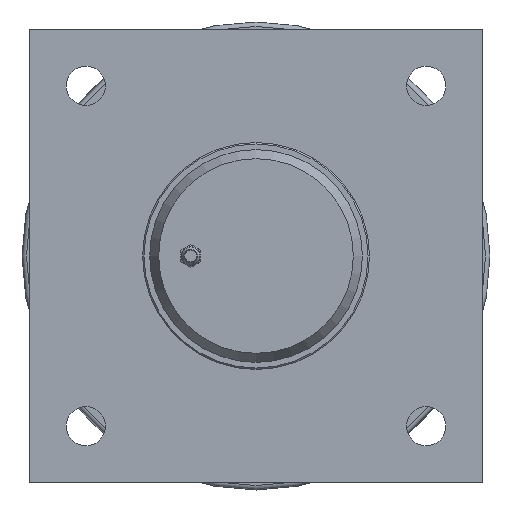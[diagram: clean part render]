
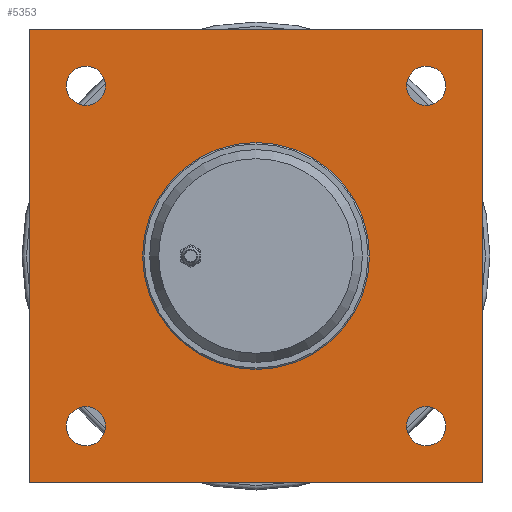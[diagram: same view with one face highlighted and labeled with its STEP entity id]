
A CAD part, left-side view. The second image highlights one B-rep face of the part: STEP entity #5353.
In plain terms, the highlighted planar face has unit normal (-1, 0, 0).
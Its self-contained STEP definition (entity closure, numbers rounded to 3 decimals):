
#222=FACE_BOUND('',#756,.T.);
#223=FACE_BOUND('',#757,.T.);
#224=FACE_BOUND('',#758,.T.);
#225=FACE_BOUND('',#759,.T.);
#226=FACE_BOUND('',#760,.T.);
#276=PLANE('',#5725);
#447=FACE_OUTER_BOUND('',#755,.T.);
#755=EDGE_LOOP('',(#3581,#3582,#3583,#3584));
#756=EDGE_LOOP('',(#3585));
#757=EDGE_LOOP('',(#3586));
#758=EDGE_LOOP('',(#3587));
#759=EDGE_LOOP('',(#3588));
#760=EDGE_LOOP('',(#3589));
#1078=LINE('',#8085,#1453);
#1081=LINE('',#8090,#1456);
#1083=LINE('',#8094,#1458);
#1084=LINE('',#8096,#1459);
#1453=VECTOR('',#6437,10.);
#1456=VECTOR('',#6442,10.);
#1458=VECTOR('',#6446,10.);
#1459=VECTOR('',#6449,10.);
#1846=CIRCLE('',#5702,40.);
#1856=CIRCLE('',#5714,6.918);
#1857=CIRCLE('',#5716,6.918);
#1858=CIRCLE('',#5718,6.918);
#1859=CIRCLE('',#5720,6.918);
#2158=VERTEX_POINT('',#8035);
#2172=VERTEX_POINT('',#8066);
#2173=VERTEX_POINT('',#8070);
#2174=VERTEX_POINT('',#8074);
#2175=VERTEX_POINT('',#8078);
#2176=VERTEX_POINT('',#8082);
#2177=VERTEX_POINT('',#8084);
#2178=VERTEX_POINT('',#8088);
#2179=VERTEX_POINT('',#8092);
#2690=EDGE_CURVE('',#2158,#2158,#1846,.T.);
#2705=EDGE_CURVE('',#2172,#2172,#1856,.T.);
#2707=EDGE_CURVE('',#2173,#2173,#1857,.T.);
#2709=EDGE_CURVE('',#2174,#2174,#1858,.T.);
#2711=EDGE_CURVE('',#2175,#2175,#1859,.T.);
#2713=EDGE_CURVE('',#2176,#2177,#1078,.T.);
#2716=EDGE_CURVE('',#2178,#2176,#1081,.T.);
#2718=EDGE_CURVE('',#2179,#2178,#1083,.T.);
#2719=EDGE_CURVE('',#2177,#2179,#1084,.T.);
#3581=ORIENTED_EDGE('',*,*,#2719,.F.);
#3582=ORIENTED_EDGE('',*,*,#2713,.F.);
#3583=ORIENTED_EDGE('',*,*,#2716,.F.);
#3584=ORIENTED_EDGE('',*,*,#2718,.F.);
#3585=ORIENTED_EDGE('',*,*,#2690,.T.);
#3586=ORIENTED_EDGE('',*,*,#2705,.T.);
#3587=ORIENTED_EDGE('',*,*,#2707,.T.);
#3588=ORIENTED_EDGE('',*,*,#2709,.T.);
#3589=ORIENTED_EDGE('',*,*,#2711,.T.);
#5353=ADVANCED_FACE('',(#447,#222,#223,#224,#225,#226),#276,.F.);
#5702=AXIS2_PLACEMENT_3D('',#8037,#6388,#6389);
#5714=AXIS2_PLACEMENT_3D('',#8068,#6417,#6418);
#5716=AXIS2_PLACEMENT_3D('',#8072,#6422,#6423);
#5718=AXIS2_PLACEMENT_3D('',#8076,#6427,#6428);
#5720=AXIS2_PLACEMENT_3D('',#8080,#6432,#6433);
#5725=AXIS2_PLACEMENT_3D('',#8097,#6450,#6451);
#6388=DIRECTION('center_axis',(1.,0.,0.));
#6389=DIRECTION('ref_axis',(0.,0.,1.));
#6417=DIRECTION('center_axis',(1.,0.,0.));
#6418=DIRECTION('ref_axis',(0.,0.,
-1.));
#6422=DIRECTION('center_axis',(1.,0.,0.));
#6423=DIRECTION('ref_axis',(0.,0.,
-1.));
#6427=DIRECTION('center_axis',(1.,0.,0.));
#6428=DIRECTION('ref_axis',(0.,0.,
-1.));
#6432=DIRECTION('center_axis',(1.,0.,0.));
#6433=DIRECTION('ref_axis',(0.,0.,
-1.));
#6437=DIRECTION('',(0.,-1.,0.));
#6442=DIRECTION('',(0.,0.,1.));
#6446=DIRECTION('',(0.,1.,0.));
#6449=DIRECTION('',(0.,0.,-1.));
#6450=DIRECTION('center_axis',(1.,0.,0.));
#6451=DIRECTION('ref_axis',(0.,0.,
-1.));
#8035=CARTESIAN_POINT('',(-53.831,7.21,-40.));
#8037=CARTESIAN_POINT('Origin',(-53.831,7.21,0.));
#8066=CARTESIAN_POINT('',(-53.831,-52.79,66.918));
#8068=CARTESIAN_POINT('Origin',(-53.831,-52.79,60.));
#8070=CARTESIAN_POINT('',(-53.831,-52.79,-53.083));
#8072=CARTESIAN_POINT('Origin',(-53.831,-52.79,-60.));
#8074=CARTESIAN_POINT('',(-53.831,67.21,-53.083));
#8076=CARTESIAN_POINT('Origin',(-53.831,67.21,-60.));
#8078=CARTESIAN_POINT('',(-53.831,67.21,66.918));
#8080=CARTESIAN_POINT('Origin',(-53.831,67.21,60.));
#8082=CARTESIAN_POINT('',(-53.831,87.21,80.));
#8084=CARTESIAN_POINT('',(-53.831,-72.79,80.));
#8085=CARTESIAN_POINT('',(-53.831,87.21,80.));
#8088=CARTESIAN_POINT('',(-53.831,87.21,-80.));
#8090=CARTESIAN_POINT('',(-53.831,87.21,-80.));
#8092=CARTESIAN_POINT('',(-53.831,-72.79,-80.));
#8094=CARTESIAN_POINT('',(-53.831,-72.79,-80.));
#8096=CARTESIAN_POINT('',(-53.831,-72.79,80.));
#8097=CARTESIAN_POINT('Origin',(-53.831,7.21,0.));
